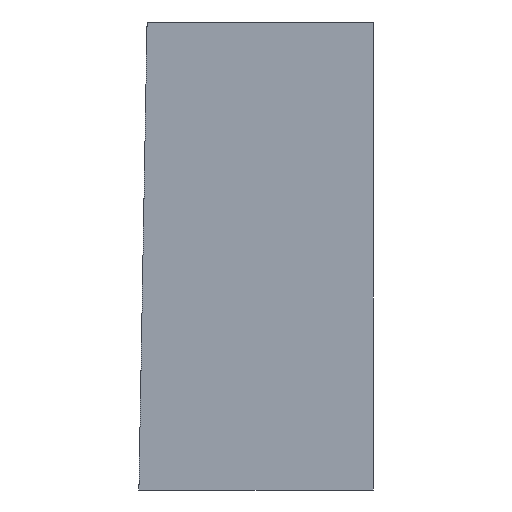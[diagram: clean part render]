
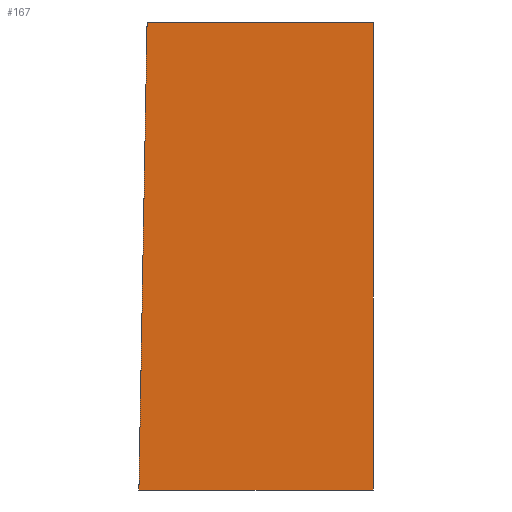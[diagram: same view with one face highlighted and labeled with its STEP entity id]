
A CAD part, left-side view. The second image highlights one B-rep face of the part: STEP entity #167.
In plain terms, the highlighted planar face has unit normal (-1, 0, 0).
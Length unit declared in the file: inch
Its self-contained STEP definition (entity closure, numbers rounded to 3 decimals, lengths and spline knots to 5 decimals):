
#13 = DIRECTION ( 'NONE',  ( -1., 0., 0. ) ) ;
#25 = CARTESIAN_POINT ( 'NONE',  ( -0.35433, 0., 0. ) ) ;
#26 = VERTEX_POINT ( 'NONE', #142 ) ;
#27 = PLANE ( 'NONE',  #180 ) ;
#31 = VERTEX_POINT ( 'NONE', #79 ) ;
#32 = DIRECTION ( 'NONE',  ( 0., 0., 1. ) ) ;
#33 = VERTEX_POINT ( 'NONE', #84 ) ;
#36 = CARTESIAN_POINT ( 'NONE',  ( -0.35433, 0., -0.3937 ) ) ;
#39 = VERTEX_POINT ( 'NONE', #93 ) ;
#54 = DIRECTION ( 'NONE',  ( 0., -1., 0. ) ) ;
#79 = CARTESIAN_POINT ( 'NONE',  ( -0.35433, 0., 0. ) ) ;
#84 = CARTESIAN_POINT ( 'NONE',  ( -0.35433, 0., -0.3937 ) ) ;
#93 = CARTESIAN_POINT ( 'NONE',  ( -0.35433, 0.197, -0.3937 ) ) ;
#99 = CARTESIAN_POINT ( 'NONE',  ( -0.35433, 0., -0.3937 ) ) ;
#104 = CARTESIAN_POINT ( 'NONE',  ( -0.35433, 0.19694, -0.39026 ) ) ;
#106 = DIRECTION ( 'NONE',  ( 0., -1., 0. ) ) ;
#137 = DIRECTION ( 'NONE',  ( 0., -0.017, 1. ) ) ;
#142 = CARTESIAN_POINT ( 'NONE',  ( -0.35433, 0.19013, 0. ) ) ;
#155 = CARTESIAN_POINT ( 'NONE',  ( -0.35433, 0., -0.3937 ) ) ;
#156 = DIRECTION ( 'NONE',  ( 0., 0., 1. ) ) ;
#167 = ADVANCED_FACE ( 'NONE', ( #287 ), #27, .T. ) ;
#173 = EDGE_CURVE ( 'NONE', #26, #31, #357, .T. ) ;
#180 = AXIS2_PLACEMENT_3D ( 'NONE', #36, #13, #32 ) ;
#197 = EDGE_CURVE ( 'NONE', #33, #31, #336, .T. ) ;
#219 = EDGE_CURVE ( 'NONE', #39, #33, #316, .T. ) ;
#220 = EDGE_CURVE ( 'NONE', #39, #26, #331, .T. ) ;
#285 = ORIENTED_EDGE ( 'NONE', *, *, #220, .F. ) ;
#287 = FACE_OUTER_BOUND ( 'NONE', #290, .T. ) ;
#290 = EDGE_LOOP ( 'NONE', ( #285, #301, #310, #376 ) ) ;
#301 = ORIENTED_EDGE ( 'NONE', *, *, #219, .T. ) ;
#310 = ORIENTED_EDGE ( 'NONE', *, *, #197, .T. ) ;
#316 = LINE ( 'NONE', #99, #339 ) ;
#331 = LINE ( 'NONE', #104, #335 ) ;
#332 = VECTOR ( 'NONE', #156, 39.37008 ) ;
#335 = VECTOR ( 'NONE', #137, 39.37008 ) ;
#336 = LINE ( 'NONE', #155, #332 ) ;
#339 = VECTOR ( 'NONE', #106, 39.37008 ) ;
#357 = LINE ( 'NONE', #25, #365 ) ;
#365 = VECTOR ( 'NONE', #54, 39.37008 ) ;
#376 = ORIENTED_EDGE ( 'NONE', *, *, #173, .F. ) ;
